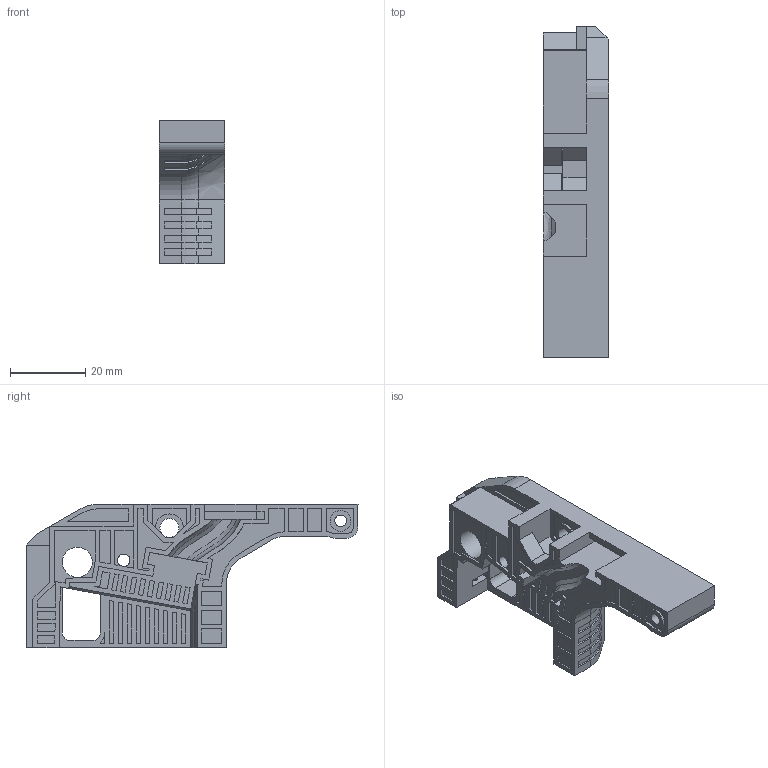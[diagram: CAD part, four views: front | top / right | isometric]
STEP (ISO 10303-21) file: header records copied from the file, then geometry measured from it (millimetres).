
FILE_DESCRIPTION(/* description */ (''),/* implementation_level */ '2;1');
FILE_NAME(/* name */ '23.1-magwell-left-flat.step',/* time_stamp */ '2022-04-06T21:24:28+01:00',/* author */ (''),/* organization */ (''),/* preprocessor_version */ 'ST-DEVELOPER v18.1',/* originating_system */ 'Autodesk Translation Framework v10.13.0.1454',/* authorisation */ '');
FILE_SCHEMA (('AUTOMOTIVE_DESIGN { 1 0 10303 214 3 1 1 }','FEATURE_BASED_PROCESS_PLANNING'));
Length unit declared in the file: millimetre
Products named in the file (1): 23.1-magwell-left-flat
Bounding box: 17.5 x 88.2 x 38.13 mm (x, y, z)
Volume: 23160.4 mm3; surface area: 11167.3 mm2
Topology: 1 solids, 6 shells, 454 faces, 1184 edges, 783 vertices
Faces by surface type: plane 378, cylinder 57, bspline 12, cone 5, torus 2
Full cylindrical faces by diameter (mm): 3 x5, 3.1 x1, 3.3 x2, 5.05 x1, 5.5 x1, 5.6 x2, 7.45 x1, 8 x1
Entity records: 14239 total; most frequent: CARTESIAN_POINT 3001, ORIENTED_EDGE 2368, DIRECTION 2163, EDGE_CURVE 1184, LINE 1009, VECTOR 1009, VERTEX_POINT 783, AXIS2_PLACEMENT_3D 577
